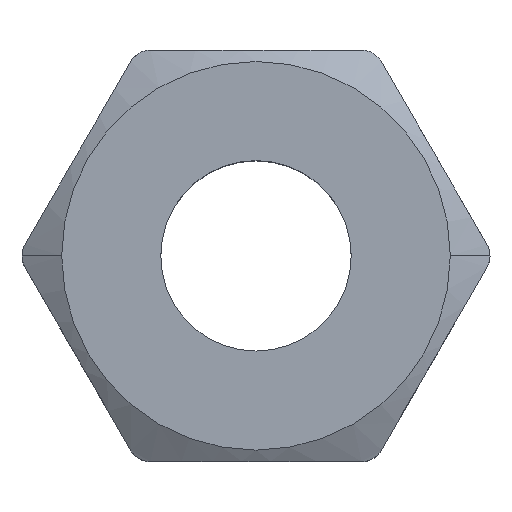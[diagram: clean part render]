
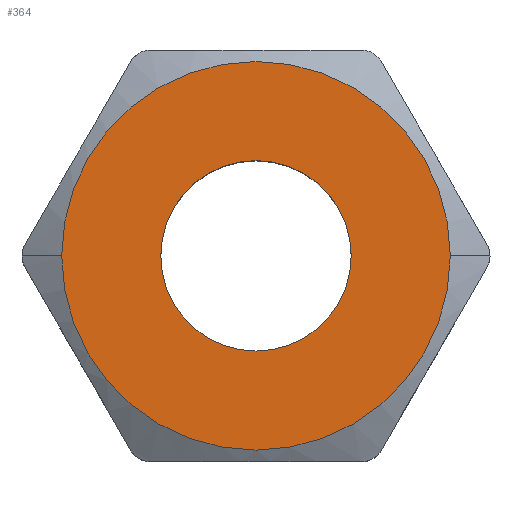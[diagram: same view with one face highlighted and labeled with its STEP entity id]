
A CAD part, top view. The second image highlights one B-rep face of the part: STEP entity #364.
In plain terms, the highlighted planar face has unit normal (0, 0, 1).
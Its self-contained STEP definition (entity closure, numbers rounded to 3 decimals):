
#33 = CARTESIAN_POINT ( 'NONE',  ( 1.25, 0., 1.4 ) ) ;
#66 = DIRECTION ( 'NONE',  ( 0., 0., 1. ) ) ;
#97 = EDGE_LOOP ( 'NONE', ( #743, #123 ) ) ;
#123 = ORIENTED_EDGE ( 'NONE', *, *, #564, .T. ) ;
#125 = CIRCLE ( 'NONE', #193, 1.25 ) ;
#157 = VERTEX_POINT ( 'NONE', #487 ) ;
#174 = VERTEX_POINT ( 'NONE', #643 ) ;
#193 = AXIS2_PLACEMENT_3D ( 'NONE', #714, #356, #766 ) ;
#198 = CIRCLE ( 'NONE', #249, 2.55 ) ;
#249 = AXIS2_PLACEMENT_3D ( 'NONE', #430, #66, #486 ) ;
#273 = ORIENTED_EDGE ( 'NONE', *, *, #437, .F. ) ;
#292 = AXIS2_PLACEMENT_3D ( 'NONE', #323, #746, #394 ) ;
#297 = PLANE ( 'NONE',  #326 ) ;
#314 = AXIS2_PLACEMENT_3D ( 'NONE', #692, #318, #745 ) ;
#318 = DIRECTION ( 'NONE',  ( 0., 0., 1. ) ) ;
#322 = VERTEX_POINT ( 'NONE', #425 ) ;
#323 = CARTESIAN_POINT ( 'NONE',  ( 0., 0., 1.4 ) ) ;
#326 = AXIS2_PLACEMENT_3D ( 'NONE', #550, #733, #375 ) ;
#356 = DIRECTION ( 'NONE',  ( 0., 0., 1. ) ) ;
#364 = ADVANCED_FACE ( 'NONE', ( #517, #509 ), #297, .F. ) ;
#375 = DIRECTION ( 'NONE',  ( -1., 0., 0. ) ) ;
#384 = ORIENTED_EDGE ( 'NONE', *, *, #615, .F. ) ;
#394 = DIRECTION ( 'NONE',  ( -1., 0., 0. ) ) ;
#425 = CARTESIAN_POINT ( 'NONE',  ( -2.55, 0., 1.4 ) ) ;
#428 = EDGE_CURVE ( 'NONE', #322, #174, #633, .T. ) ;
#430 = CARTESIAN_POINT ( 'NONE',  ( 0., 0., 1.4 ) ) ;
#437 = EDGE_CURVE ( 'NONE', #498, #157, #778, .T. ) ;
#486 = DIRECTION ( 'NONE',  ( -1., 0., 0. ) ) ;
#487 = CARTESIAN_POINT ( 'NONE',  ( -1.25, 0., 1.4 ) ) ;
#498 = VERTEX_POINT ( 'NONE', #33 ) ;
#509 = FACE_BOUND ( 'NONE', #627, .T. ) ;
#517 = FACE_OUTER_BOUND ( 'NONE', #97, .T. ) ;
#550 = CARTESIAN_POINT ( 'NONE',  ( -2.55, 7.3, 1.4 ) ) ;
#564 = EDGE_CURVE ( 'NONE', #174, #322, #198, .T. ) ;
#615 = EDGE_CURVE ( 'NONE', #157, #498, #125, .T. ) ;
#627 = EDGE_LOOP ( 'NONE', ( #273, #384 ) ) ;
#633 = CIRCLE ( 'NONE', #314, 2.55 ) ;
#643 = CARTESIAN_POINT ( 'NONE',  ( 2.55, 0., 1.4 ) ) ;
#692 = CARTESIAN_POINT ( 'NONE',  ( 0., 0., 1.4 ) ) ;
#714 = CARTESIAN_POINT ( 'NONE',  ( 0., 0., 1.4 ) ) ;
#733 = DIRECTION ( 'NONE',  ( 0., 0., -1. ) ) ;
#743 = ORIENTED_EDGE ( 'NONE', *, *, #428, .T. ) ;
#745 = DIRECTION ( 'NONE',  ( -1., 0., 0. ) ) ;
#746 = DIRECTION ( 'NONE',  ( 0., 0., 1. ) ) ;
#766 = DIRECTION ( 'NONE',  ( -1., 0., 0. ) ) ;
#778 = CIRCLE ( 'NONE', #292, 1.25 ) ;
